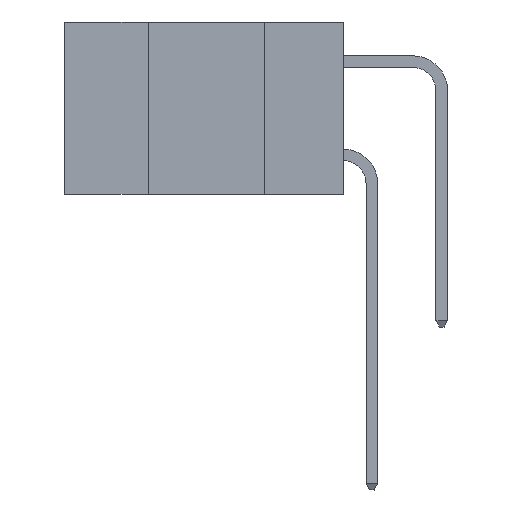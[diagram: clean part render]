
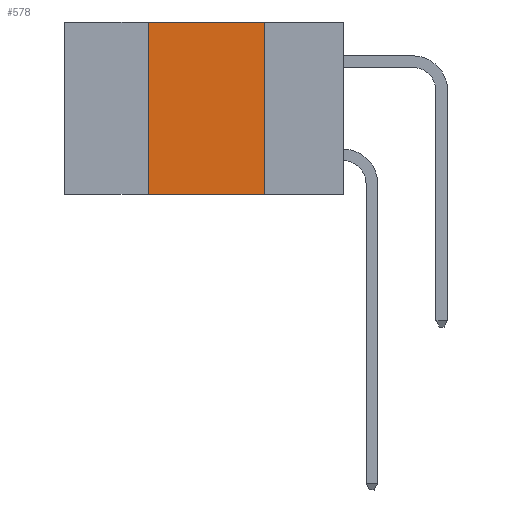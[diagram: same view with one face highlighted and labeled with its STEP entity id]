
A CAD part, left-side view. The second image highlights one B-rep face of the part: STEP entity #578.
In plain terms, the highlighted planar face has unit normal (-1, 0, 0).
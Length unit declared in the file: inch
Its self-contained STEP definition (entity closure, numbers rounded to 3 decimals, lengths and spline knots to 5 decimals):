
#260 = ORIENTED_EDGE ( 'NONE', *, *, #10082, .F. ) ;
#578 = ADVANCED_FACE ( 'NONE', ( #12936 ), #8860, .F. ) ;
#769 = VECTOR ( 'NONE', #12379, 39.37008 ) ;
#1181 = VERTEX_POINT ( 'NONE', #12942 ) ;
#1382 = CARTESIAN_POINT ( 'NONE',  ( 0., 0.6, 0. ) ) ;
#1432 = EDGE_CURVE ( 'NONE', #5222, #1181, #10842, .T. ) ;
#1522 = ORIENTED_EDGE ( 'NONE', *, *, #10183, .T. ) ;
#2128 = ORIENTED_EDGE ( 'NONE', *, *, #2577, .F. ) ;
#2577 = EDGE_CURVE ( 'NONE', #11328, #4869, #6162, .T. ) ;
#2799 = DIRECTION ( 'NONE',  ( 0., -1., 0. ) ) ;
#3088 = CARTESIAN_POINT ( 'NONE',  ( 0., 0.42, 0. ) ) ;
#4287 = ORIENTED_EDGE ( 'NONE', *, *, #1432, .F. ) ;
#4479 = CARTESIAN_POINT ( 'NONE',  ( 0., 0.17, 0. ) ) ;
#4869 = VERTEX_POINT ( 'NONE', #11924 ) ;
#4916 = LINE ( 'NONE', #11223, #10743 ) ;
#4960 = CARTESIAN_POINT ( 'NONE',  ( 0., 0.6, -0.37 ) ) ;
#5222 = VERTEX_POINT ( 'NONE', #13181 ) ;
#5879 = DIRECTION ( 'NONE',  ( 0., -1., 0. ) ) ;
#6086 = LINE ( 'NONE', #4960, #12398 ) ;
#6162 = LINE ( 'NONE', #10124, #769 ) ;
#6283 = AXIS2_PLACEMENT_3D ( 'NONE', #1382, #13098, #12013 ) ;
#8475 = EDGE_LOOP ( 'NONE', ( #2128, #260, #4287, #1522 ) ) ;
#8860 = PLANE ( 'NONE',  #6283 ) ;
#9505 = VECTOR ( 'NONE', #9531, 39.37008 ) ;
#9531 = DIRECTION ( 'NONE',  ( 0., 0., 1. ) ) ;
#10082 = EDGE_CURVE ( 'NONE', #1181, #11328, #4916, .T. ) ;
#10124 = CARTESIAN_POINT ( 'NONE',  ( 0., 0.17, 0. ) ) ;
#10183 = EDGE_CURVE ( 'NONE', #5222, #4869, #6086, .T. ) ;
#10743 = VECTOR ( 'NONE', #5879, 39.37008 ) ;
#10842 = LINE ( 'NONE', #3088, #9505 ) ;
#11223 = CARTESIAN_POINT ( 'NONE',  ( 0., 0.6, 0. ) ) ;
#11328 = VERTEX_POINT ( 'NONE', #4479 ) ;
#11924 = CARTESIAN_POINT ( 'NONE',  ( 0., 0.17, -0.37 ) ) ;
#12013 = DIRECTION ( 'NONE',  ( 0., 0., -1. ) ) ;
#12379 = DIRECTION ( 'NONE',  ( 0., 0., -1. ) ) ;
#12398 = VECTOR ( 'NONE', #2799, 39.37008 ) ;
#12936 = FACE_OUTER_BOUND ( 'NONE', #8475, .T. ) ;
#12942 = CARTESIAN_POINT ( 'NONE',  ( 0., 0.42, 0. ) ) ;
#13098 = DIRECTION ( 'NONE',  ( 1., 0., 0. ) ) ;
#13181 = CARTESIAN_POINT ( 'NONE',  ( 0., 0.42, -0.37 ) ) ;
